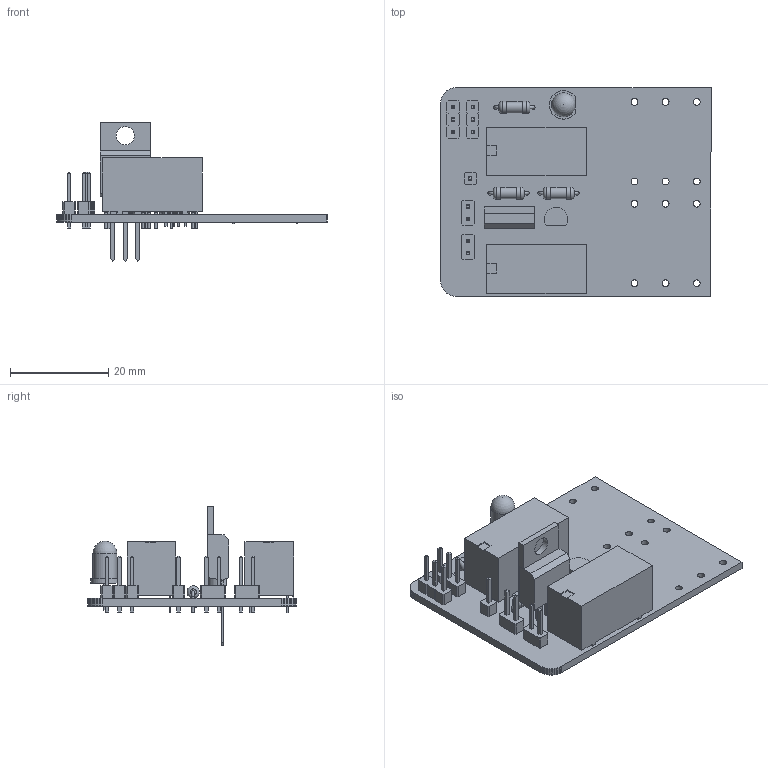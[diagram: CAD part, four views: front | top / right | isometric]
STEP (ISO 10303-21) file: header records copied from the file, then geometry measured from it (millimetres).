
FILE_DESCRIPTION(('KiCad electronic assembly'),'2;1');
FILE_NAME('PedalboardMain.step','2024-06-09T16:08:55',('Pcbnew'),( 'Kicad'),'Open CASCADE STEP processor 7.7','KiCad to STEP converter' ,'Unknown');
FILE_SCHEMA(('AUTOMOTIVE_DESIGN { 1 0 10303 214 1 1 1 1 }'));
Length unit declared in the file: millimetre
Products named in the file (20): PedalboardMain 1; R_Axial_DIN0207_L6.3mm_D2.5mm_P7.62mm_Horizontal; SOLID; TO-92_Inline; LED_D5.0mm; PinHeader_2x01_P2.54mm_Vertical; Relay_DPDT_Omron_G5V-2; TO-220-3_Vertical; PinHeader_1x03_P2.54mm_Vertical; PinHeader_1x01_P2.54mm_Vertical; R_0201_0603Metric; PedalboardMain PCB
Assembly tree (25 placements, depth 3):
  PedalboardMain 1
    R_Axial_DIN0207_L6.3mm_D2.5mm_P7.62mm_Horizontal  x3
      SOLID
    TO-92_Inline
      SOLID
    LED_D5.0mm
      SOLID
    PinHeader_2x01_P2.54mm_Vertical  x2
      SOLID
    Relay_DPDT_Omron_G5V-2  x2
      SOLID
    TO-220-3_Vertical
      SOLID
    PinHeader_1x03_P2.54mm_Vertical  x2
      SOLID
    PinHeader_1x01_P2.54mm_Vertical
      SOLID
    R_0201_0603Metric  x2
      SOLID
    PedalboardMain PCB
Bounding box: 55.14 x 42.51 x 28.52 mm (x, y, z)
Volume: 9124.4 mm3; surface area: 9098.9 mm2
Topology: 16 solids, 16 shells, 671 faces, 1643 edges, 1059 vertices
Faces by surface type: plane 570, cylinder 88, torus 12, sphere 1
Full cylindrical faces by diameter (mm): 0.6 x6, 0.7 x16, 0.75 x3, 0.8 x6, 0.9 x2, 1 x11, 1.1 x3, 1.4 x12, 2.25 x3, 2.5 x6, 3.735 x1, 4.9 x1
Entity records: 31181 total; most frequent: CARTESIAN_POINT 6354, DIRECTION 4147, LINE 2935, VECTOR 2935, ORIENTED_EDGE 2152, PCURVE 2152, DEFINITIONAL_REPRESENTATION 2152, EDGE_CURVE 1076
